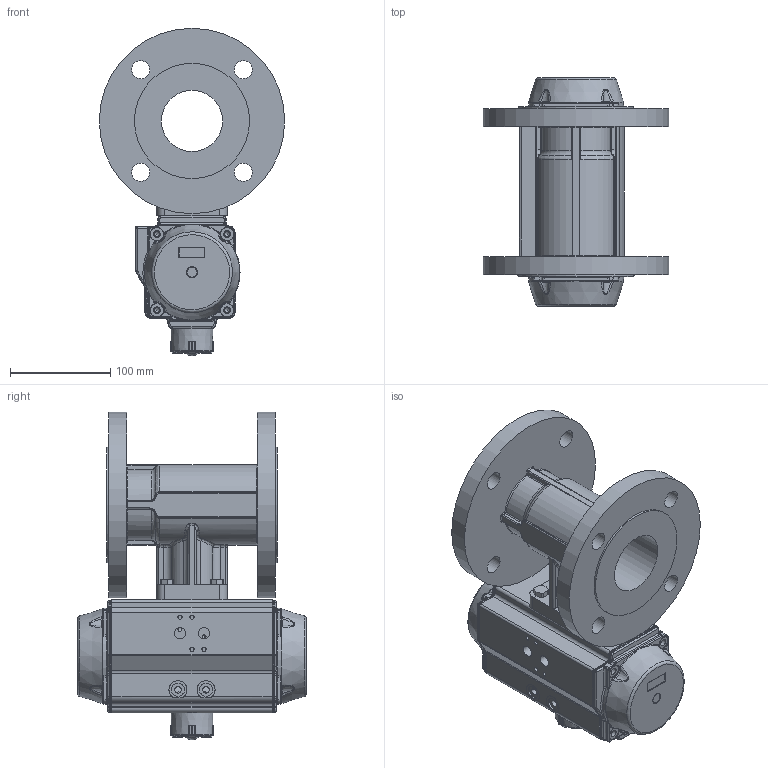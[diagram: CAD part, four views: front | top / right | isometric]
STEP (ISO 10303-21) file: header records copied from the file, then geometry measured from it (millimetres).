
FILE_DESCRIPTION(/* description */ ('Unknown'),/* implementation_level */ '2;1');
FILE_NAME(/* name */ 'PD050909-10',/* time_stamp */ '2025-02-06T10:51:27+01:00',/* author */ ('Unknown'),/* organization */ ('Unknown'),/* preprocessor_version */ 'ST-DEVELOPER v19.4',/* originating_system */ 'Solid Edge',/* authorisation */ 'Unknown');
FILE_SCHEMA (('AUTOMOTIVE_DESIGN {1 0 10303 214 3 1 1}'));
Products named in the file (13): PD050909-10; PD05_PE04; VTE85____; Optische Anzeige; ______; ________(___________; cup head nib bolts with large head gb_GB_FASTENER_BOLT_CHNBW M6X25-N; huosai85; zhou85; vt85-2016-06-25  _______MIR; vt85-2016-06-25; 4.150_160.065; DIN933_M8x35
Assembly tree (19 placements, depth 4):
  PD050909-10
    PD05_PE04
      VTE85____
      Optische Anzeige
        ______
        ________(___________  x4
        cup head nib bolts with large head gb_GB_FASTENER_BOLT_CHNBW M6X25-N
      huosai85  x2
      zhou85
      vt85-2016-06-25  _______MIR
      vt85-2016-06-25
    4.150_160.065
    DIN933_M8x35  x4
Bounding box: 185 x 228 x 326.81 mm (x, y, z)
Volume: 2421362.3 mm3; surface area: 521348.5 mm2
Topology: 17 solids, 17 shells, 3122 faces, 7716 edges, 4711 vertices
Faces by surface type: cylinder 839, plane 794, bspline 693, torus 549, cone 218, sphere 29
Full cylindrical faces by diameter (mm): 3 x16, 3.3 x8, 4 x2, 4.134 x8, 4.66 x1, 4.917 x13, 5 x1, 6 x1, 6.2 x1, 6.647 x8, 8 x4, 8.5 x4, 11.445 x2, 12 x2, 13 x10, 16.2 x1, 16.5 x1, 18 x8, 18.7 x1, 20 x7, 23 x12, 26 x1, 27 x1, 31.5 x1, 32.2 x1, 32.4 x1, 36 x4, 38.5 x1, 45 x1, 61 x1
Entity records: 95251 total; most frequent: CARTESIAN_POINT 41316, ORIENTED_EDGE 11278, DIRECTION 9654, EDGE_CURVE 5639, AXIS2_PLACEMENT_3D 3949, VERTEX_POINT 3600, FACE_BOUND 2859, EDGE_LOOP 2846
